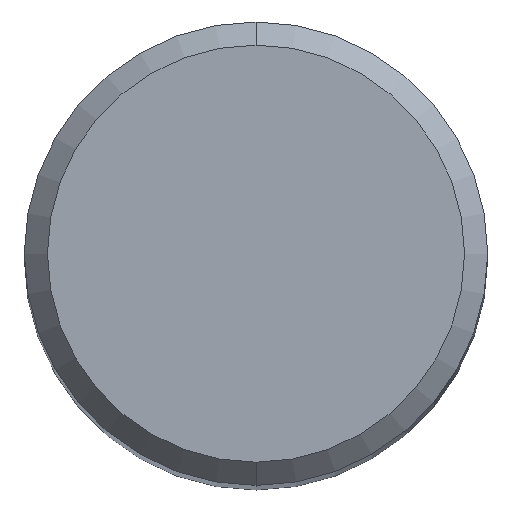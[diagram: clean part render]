
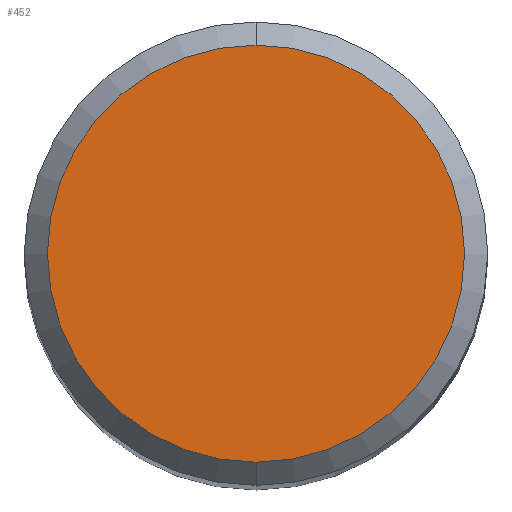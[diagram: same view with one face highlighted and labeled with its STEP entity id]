
A CAD part, top view. The second image highlights one B-rep face of the part: STEP entity #452.
In plain terms, the highlighted planar face has unit normal (0, 0, 1).
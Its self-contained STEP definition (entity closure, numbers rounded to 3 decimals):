
#350=VERTEX_POINT('',#939);
#410=EDGE_CURVE('',#534,#350,#1004,.T.);
#452=ADVANCED_FACE('',(#1051),#1052,.T.);
#534=VERTEX_POINT('',#1144);
#736=EDGE_CURVE('',#350,#534,#1361,.T.);
#939=CARTESIAN_POINT('',(0.,-4.5,0.0));
#1004=CIRCLE('',#1887,4.5);
#1051=FACE_OUTER_BOUND('',#3169,.T.);
#1052=PLANE('',#3170);
#1144=CARTESIAN_POINT('',(0.0,4.5,0.0));
#1361=CIRCLE('',#6826,4.5);
#1887=AXIS2_PLACEMENT_3D('',#9034,#9035,#9036);
#3169=EDGE_LOOP('',(#9089,#9090));
#3170=AXIS2_PLACEMENT_3D('',#9091,#9092,#9093);
#6826=AXIS2_PLACEMENT_3D('',#9382,#9383,#9384);
#9034=CARTESIAN_POINT('',(0.0,0.0,0.0));
#9035=DIRECTION('',(0.0,0.0,-1.0));
#9036=DIRECTION('',(0.0,1.0,0.0));
#9089=ORIENTED_EDGE('',*,*,#410,.F.);
#9090=ORIENTED_EDGE('',*,*,#736,.F.);
#9091=CARTESIAN_POINT('',(0.0,2.25,0.0));
#9092=DIRECTION('',(-0.0,0.0,1.0));
#9093=DIRECTION('',(0.0,-1.0,0.0));
#9382=CARTESIAN_POINT('',(0.0,0.0,0.0));
#9383=DIRECTION('',(0.0,0.0,-1.0));
#9384=DIRECTION('',(0.0,1.0,0.0));
